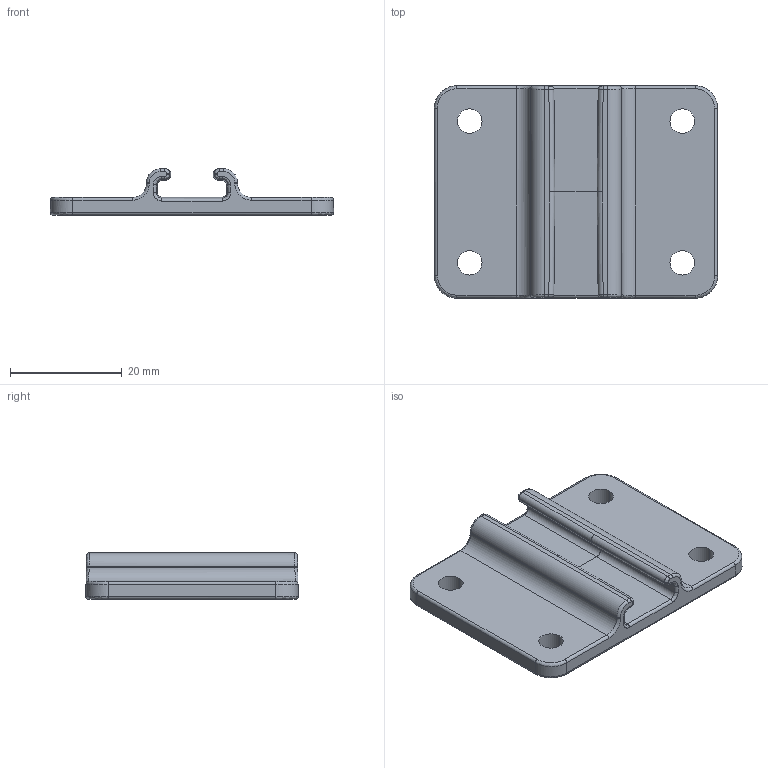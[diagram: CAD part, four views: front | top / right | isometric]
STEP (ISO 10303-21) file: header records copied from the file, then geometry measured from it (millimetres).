
FILE_DESCRIPTION (( 'STEP AP214' ), '1' );
FILE_NAME ('276-2045-064 Rev1.STEP', '2015-09-21T18:43:39', ( 'svradm' ), ( '' ), 'SwSTEP 2.0', 'SolidWorks 2015', '' );
FILE_SCHEMA (( 'AUTOMOTIVE_DESIGN' ));
Length unit declared in the file: inch
Products named in the file (1): 276-2045-064 Rev1
Bounding box: 50.78 x 38.08 x 8.3 mm (x, y, z)
Volume: 5241 mm3; surface area: 5685.7 mm2
Topology: 1 solids, 1 shells, 189 faces, 431 edges, 252 vertices
Faces by surface type: cylinder 100, plane 49, bspline 40
Entity records: 6974 total; most frequent: CARTESIAN_POINT 3230, ORIENTED_EDGE 862, DIRECTION 639, EDGE_CURVE 431, VERTEX_POINT 252, AXIS2_PLACEMENT_3D 214, LINE 211, VECTOR 211
